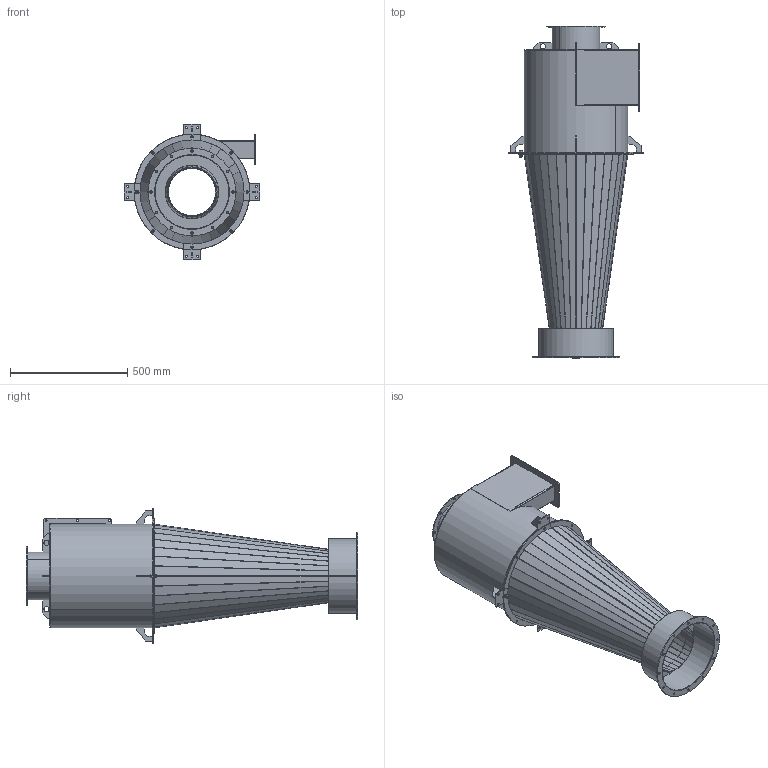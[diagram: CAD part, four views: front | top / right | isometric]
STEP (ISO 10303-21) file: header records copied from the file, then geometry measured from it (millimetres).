
FILE_DESCRIPTION (( 'STEP AP203' ), '1' );
FILE_NAME ('CYSE04.STEP', '2023-11-21T09:06:36', ( '' ), ( '' ), 'SwSTEP 2.0', 'SolidWorks 2022', '' );
FILE_SCHEMA (( 'CONFIG_CONTROL_DESIGN' ));
Length unit declared in the file: millimetre
Products named in the file (22): CO-CYGG-150-00 - CW 10-23_Výchozí; CO-S334-01 - PART_Výchozí; PRGG-DNXXXX - FLANGE G&G_PRGG-DN315; CO-S335-02 - PART_Výchozí; CO-S335-04 - PART_Výchozí; CO-S336-07 - PART_Výchozí; BOLT JOINT - B+W-W+N_M8x25-X8-W; PH-D008-25 - FLANGE 80x240_Výchozí; CO-S336-04 - PART_Výchozí; CO-S336-02 - PART_Výchozí; CO-S336-03 - PART_Výchozí; CO-S336-05 - PART_Výchozí; CYSE04; CO-S334-02 - PART_Výchozí; CO-S334-00 - INPUT_Výchozí; PRGG-DNXXXX - FLANGE G&G_PRGG-DN200; CO-S336-06 - PART_Výchozí; CO-S335-01 - PART_Výchozí; CO-S335-03 - PART_Výchozí; CO-S336-01 - PART_Výchozí; CO-S335-00 - CONE_Výchozí; CO-S337-00 - CYCLONE_Výchozí
Assembly tree (37 placements, depth 5):
  CYSE04
    CO-CYGG-150-00 - CW 10-23_Výchozí
      CO-S337-00 - CYCLONE_Výchozí
        CO-S336-01 - PART_Výchozí
        CO-S336-02 - PART_Výchozí  x4
        CO-S336-03 - PART_Výchozí
        CO-S336-04 - PART_Výchozí
        CO-S336-05 - PART_Výchozí  x4
        CO-S336-06 - PART_Výchozí  x4
        CO-S334-00 - INPUT_Výchozí
          CO-S334-01 - PART_Výchozí
          CO-S334-02 - PART_Výchozí
          PH-D008-25 - FLANGE 80x240_Výchozí
        PRGG-DNXXXX - FLANGE G&G_PRGG-DN200
        CO-S336-07 - PART_Výchozí
      CO-S335-00 - CONE_Výchozí
        CO-S335-01 - PART_Výchozí  x2
        CO-S335-02 - PART_Výchozí
        CO-S335-03 - PART_Výchozí  x4
        CO-S335-04 - PART_Výchozí  x4
        PRGG-DNXXXX - FLANGE G&G_PRGG-DN315
      BOLT JOINT - B+W-W+N_M8x25-X8-W
Bounding box: 580 x 1418 x 580 mm (x, y, z)
Volume: 4782394.7 mm3; surface area: 4564678.7 mm2
Topology: 33 solids, 33 shells, 649 faces, 1482 edges, 904 vertices
Faces by surface type: plane 353, cylinder 240, bspline 56
Entity records: 12210 total; most frequent: CARTESIAN_POINT 2003, DIRECTION 1632, ORIENTED_EDGE 1458, EDGE_CURVE 729, AXIS2_PLACEMENT_3D 591, VERTEX_POINT 458, LINE 450, VECTOR 450
